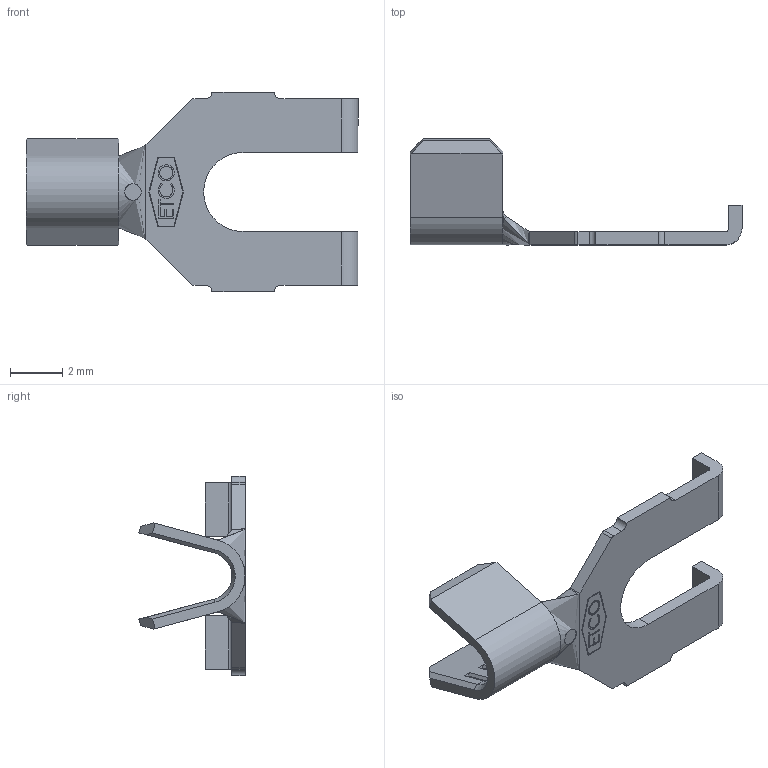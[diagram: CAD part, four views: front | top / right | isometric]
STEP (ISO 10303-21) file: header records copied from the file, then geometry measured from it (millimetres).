
FILE_DESCRIPTION (( 'STEP AP203' ), '1' );
FILE_NAME ('03126.STEP', '2019-12-30T12:33:22', ( 'tempuser' ), ( 'Microsoft' ), 'SwSTEP 2.0', 'SolidWorks 2019', '' );
FILE_SCHEMA (( 'CONFIG_CONTROL_DESIGN' ));
Length unit declared in the file: inch
Products named in the file (1): 03126
Bounding box: 12.7 x 4.06 x 7.65 mm (x, y, z)
Volume: 38.5 mm3; surface area: 187.9 mm2
Topology: 1 solids, 1 shells, 166 faces, 430 edges, 274 vertices
Faces by surface type: plane 109, bspline 25, cylinder 23, cone 9
Entity records: 6451 total; most frequent: CARTESIAN_POINT 2489, ORIENTED_EDGE 860, DIRECTION 699, EDGE_CURVE 430, VECTOR 325, LINE 325, VERTEX_POINT 274, AXIS2_PLACEMENT_3D 187
